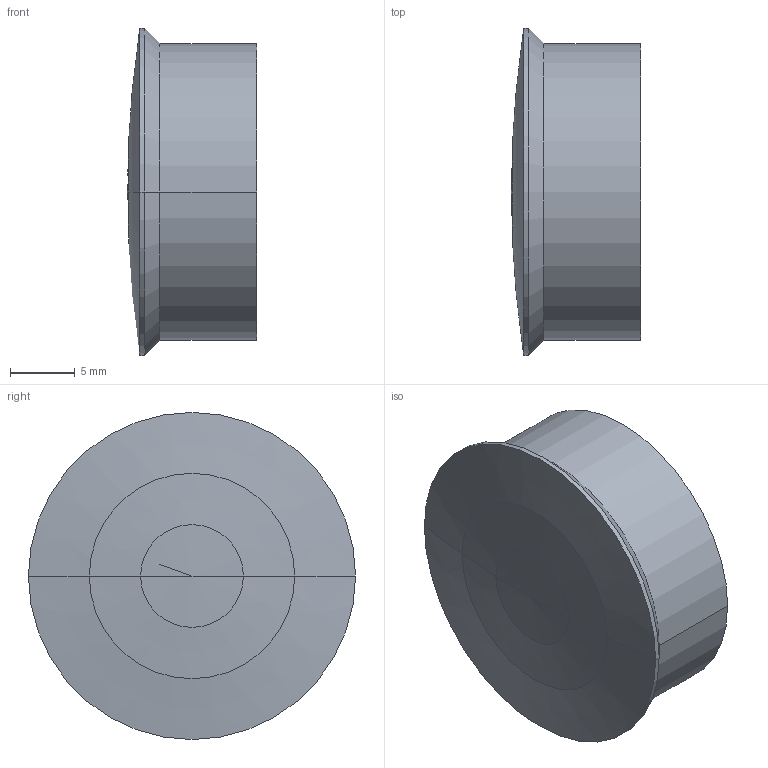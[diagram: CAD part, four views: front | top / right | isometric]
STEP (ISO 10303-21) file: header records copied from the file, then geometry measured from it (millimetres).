
FILE_DESCRIPTION(('STEP AP214'),'1');
FILE_NAME('cctmp_989CAA30-4A02-4EC4-B93A-BD54BF17B8D3_2020_1_17_7_52_49_162..stp','2020-01-17T06:52:49',('Bosch Rexroth AG'),('CADClick - www.CADClick.com'),'Spatial InterOp 3D',' ','unknown authorization - (Healing Option Enabled)');
FILE_SCHEMA(('AUTOMOTIVE_DESIGN'));
Length unit declared in the file: millimetre
Products named in the file (1): 2020_01_17__07-52-49-162
Bounding box: 10 x 25.34 x 25.34 mm (x, y, z)
Volume: 1186 mm3; surface area: 2170.4 mm2
Topology: 1 solids, 1 shells, 16 faces, 32 edges, 17 vertices
Faces by surface type: cone 8, cylinder 6, plane 2
Entity records: 542 total; most frequent: DIRECTION 80, CARTESIAN_POINT 64, ORIENTED_EDGE 60, AXIS2_PLACEMENT_3D 33, EDGE_CURVE 30, EDGE_LOOP 17, VERTEX_POINT 17, STYLED_ITEM 16
